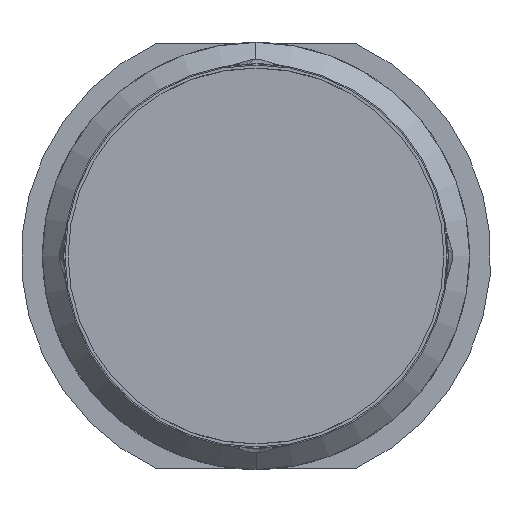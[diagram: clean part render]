
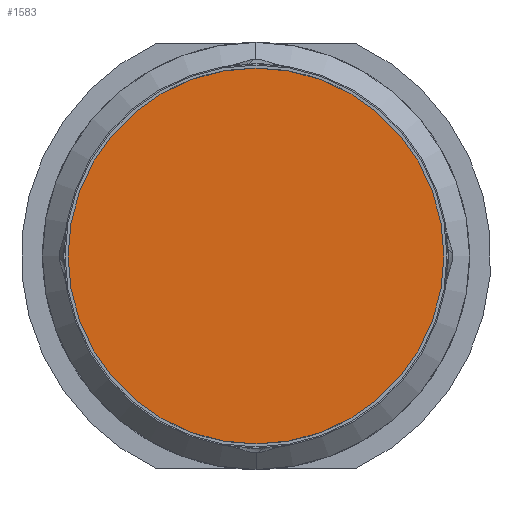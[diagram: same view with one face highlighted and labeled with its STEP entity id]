
A CAD part, front view. The second image highlights one B-rep face of the part: STEP entity #1583.
In plain terms, the highlighted planar face has unit normal (0, -1, 0).
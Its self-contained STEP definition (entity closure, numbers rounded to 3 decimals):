
#267 = CARTESIAN_POINT ( 'NONE',  ( -2.2, 0., 0. ) ) ;
#529 = DIRECTION ( 'NONE',  ( -1., 0., 0. ) ) ;
#606 = PLANE ( 'NONE',  #2961 ) ;
#656 = ORIENTED_EDGE ( 'NONE', *, *, #2628, .T. ) ;
#732 = CARTESIAN_POINT ( 'NONE',  ( 2.2, 0., 0. ) ) ;
#1400 = DIRECTION ( 'NONE',  ( 1., 0., 0. ) ) ;
#1583 = ADVANCED_FACE ( 'Defeature ausgef�hrt1_23', ( #1754 ), #606, .F. ) ;
#1601 = AXIS2_PLACEMENT_3D ( 'NONE', #2098, #3660, #3311 ) ;
#1679 = VERTEX_POINT ( 'NONE', #267 ) ;
#1736 = CARTESIAN_POINT ( 'NONE',  ( 0., 0., -1.9 ) ) ;
#1754 = FACE_OUTER_BOUND ( 'NONE', #5087, .T. ) ;
#2093 = EDGE_CURVE ( 'Defeature ausgef�hrt1_23+Defeature ausgef�hrt1_30+Defeature ausgef�hrt1_30+Defeature ausgef�hrt1_30', #3470, #1679, #2124, .T. ) ;
#2098 = CARTESIAN_POINT ( 'NONE',  ( 0., 0., 0. ) ) ;
#2124 = CIRCLE ( 'NONE', #3804, 2.2 ) ;
#2628 = EDGE_CURVE ( 'Defeature ausgef�hrt1_23+Defeature ausgef�hrt1_30+Defeature ausgef�hrt1_30+Defeature ausgef�hrt1_30', #1679, #3470, #3607, .T. ) ;
#2916 = CARTESIAN_POINT ( 'NONE',  ( 0., 0., 0. ) ) ;
#2961 = AXIS2_PLACEMENT_3D ( 'NONE', #1736, #4963, #1400 ) ;
#3069 = ORIENTED_EDGE ( 'NONE', *, *, #2093, .T. ) ;
#3311 = DIRECTION ( 'NONE',  ( -1., 0., 0. ) ) ;
#3335 = DIRECTION ( 'NONE',  ( 0., -1., 0. ) ) ;
#3470 = VERTEX_POINT ( 'NONE', #732 ) ;
#3607 = CIRCLE ( 'NONE', #1601, 2.2 ) ;
#3660 = DIRECTION ( 'NONE',  ( 0., -1., 0. ) ) ;
#3804 = AXIS2_PLACEMENT_3D ( 'NONE', #2916, #3335, #529 ) ;
#4963 = DIRECTION ( 'NONE',  ( 0., 1., 0. ) ) ;
#5087 = EDGE_LOOP ( 'NONE', ( #656, #3069 ) ) ;
